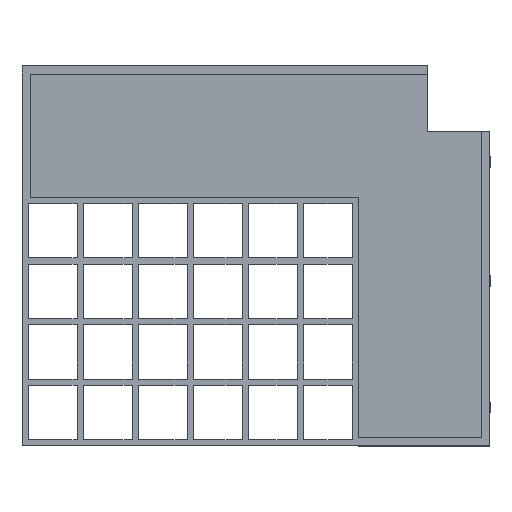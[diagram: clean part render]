
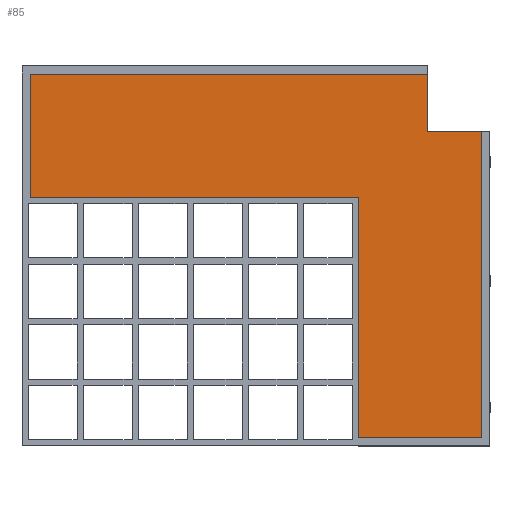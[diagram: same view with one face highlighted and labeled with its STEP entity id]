
A CAD part, top view. The second image highlights one B-rep face of the part: STEP entity #85.
In plain terms, the highlighted planar face has unit normal (0, 0, 1).
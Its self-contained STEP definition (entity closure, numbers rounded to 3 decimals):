
#85=ADVANCED_FACE('',(#229),#2653,.T.);
#229=FACE_OUTER_BOUND('',#373,.T.);
#373=EDGE_LOOP('',(#598,#599,#600,#601,#602,#603,#604,#605));
#598=ORIENTED_EDGE('',*,*,#1478,.T.);
#599=ORIENTED_EDGE('',*,*,#1479,.T.);
#600=ORIENTED_EDGE('',*,*,#1481,.T.);
#601=ORIENTED_EDGE('',*,*,#1436,.T.);
#602=ORIENTED_EDGE('',*,*,#1453,.T.);
#603=ORIENTED_EDGE('',*,*,#1452,.T.);
#604=ORIENTED_EDGE('',*,*,#1455,.T.);
#605=ORIENTED_EDGE('',*,*,#1433,.T.);
#1433=EDGE_CURVE('',#2319,#2352,#1956,.T.);
#1436=EDGE_CURVE('',#2321,#2336,#1959,.T.);
#1452=EDGE_CURVE('',#2338,#2334,#1975,.T.);
#1453=EDGE_CURVE('',#2336,#2338,#1976,.T.);
#1455=EDGE_CURVE('',#2334,#2319,#1978,.T.);
#1478=EDGE_CURVE('',#2352,#2356,#2001,.T.);
#1479=EDGE_CURVE('',#2356,#2354,#2002,.T.);
#1481=EDGE_CURVE('',#2354,#2321,#2004,.T.);
#1956=B_SPLINE_CURVE_WITH_KNOTS('',1,(#3348,#3349),.UNSPECIFIED.,.F.,.F.,
(2,2),(0.,117.8),.UNSPECIFIED.);
#1959=B_SPLINE_CURVE_WITH_KNOTS('',1,(#3354,#3355),.UNSPECIFIED.,.F.,.F.,
(2,2),(0.,27.886),.UNSPECIFIED.);
#1975=B_SPLINE_CURVE_WITH_KNOTS('',1,(#3386,#3387),.UNSPECIFIED.,.F.,.F.,
(2,2),(-60.4,0.),.UNSPECIFIED.);
#1976=B_SPLINE_CURVE_WITH_KNOTS('',1,(#3388,#3389),.UNSPECIFIED.,.F.,.F.,
(2,2),(18.439,213.179),.UNSPECIFIED.);
#1978=B_SPLINE_CURVE_WITH_KNOTS('',1,(#3392,#3393),.UNSPECIFIED.,.F.,.F.,
(2,2),(0.,161.),.UNSPECIFIED.);
#2001=B_SPLINE_CURVE_WITH_KNOTS('',1,(#3438,#3439),.UNSPECIFIED.,.F.,.F.,
(2,2),(377.029,437.429),.UNSPECIFIED.);
#2002=B_SPLINE_CURVE_WITH_KNOTS('',1,(#3440,#3441),.UNSPECIFIED.,.F.,.F.,
(2,2),(0.,150.314),.UNSPECIFIED.);
#2004=B_SPLINE_CURVE_WITH_KNOTS('',1,(#3444,#3445),.UNSPECIFIED.,.F.,.F.,
(2,2),(0.,26.66),.UNSPECIFIED.);
#2319=VERTEX_POINT('',#3062);
#2321=VERTEX_POINT('',#3064);
#2334=VERTEX_POINT('',#3077);
#2336=VERTEX_POINT('',#3079);
#2338=VERTEX_POINT('',#3081);
#2352=VERTEX_POINT('',#3095);
#2354=VERTEX_POINT('',#3097);
#2356=VERTEX_POINT('',#3099);
#2653=PLANE('',#2803);
#2803=AXIS2_PLACEMENT_3D('',#3053,#2908,$);
#2908=DIRECTION('',(0.,0.,1.));
#3053=CARTESIAN_POINT('',(133.4,94.1,20.));
#3062=CARTESIAN_POINT('',(69.,29.7,20.));
#3064=CARTESIAN_POINT('',(102.74,62.214,20.));
#3077=CARTESIAN_POINT('',(-92.,29.7,20.));
#3079=CARTESIAN_POINT('',(102.74,90.1,20.));
#3081=CARTESIAN_POINT('',(-92.,90.1,20.));
#3095=CARTESIAN_POINT('',(69.,-88.1,20.));
#3097=CARTESIAN_POINT('',(129.4,62.214,20.));
#3099=CARTESIAN_POINT('',(129.4,-88.1,20.));
#3348=CARTESIAN_POINT('',(69.,29.7,20.));
#3349=CARTESIAN_POINT('',(69.,-88.1,20.));
#3354=CARTESIAN_POINT('',(102.74,62.214,20.));
#3355=CARTESIAN_POINT('',(102.74,90.1,20.));
#3386=CARTESIAN_POINT('',(-92.,90.1,20.));
#3387=CARTESIAN_POINT('',(-92.,29.7,20.));
#3388=CARTESIAN_POINT('',(102.74,90.1,20.));
#3389=CARTESIAN_POINT('',(-92.,90.1,20.));
#3392=CARTESIAN_POINT('',(-92.,29.7,20.));
#3393=CARTESIAN_POINT('',(69.,29.7,20.));
#3438=CARTESIAN_POINT('',(69.,-88.1,20.));
#3439=CARTESIAN_POINT('',(129.4,-88.1,20.));
#3440=CARTESIAN_POINT('',(129.4,-88.1,20.));
#3441=CARTESIAN_POINT('',(129.4,62.214,20.));
#3444=CARTESIAN_POINT('',(129.4,62.214,20.));
#3445=CARTESIAN_POINT('',(102.74,62.214,20.));
